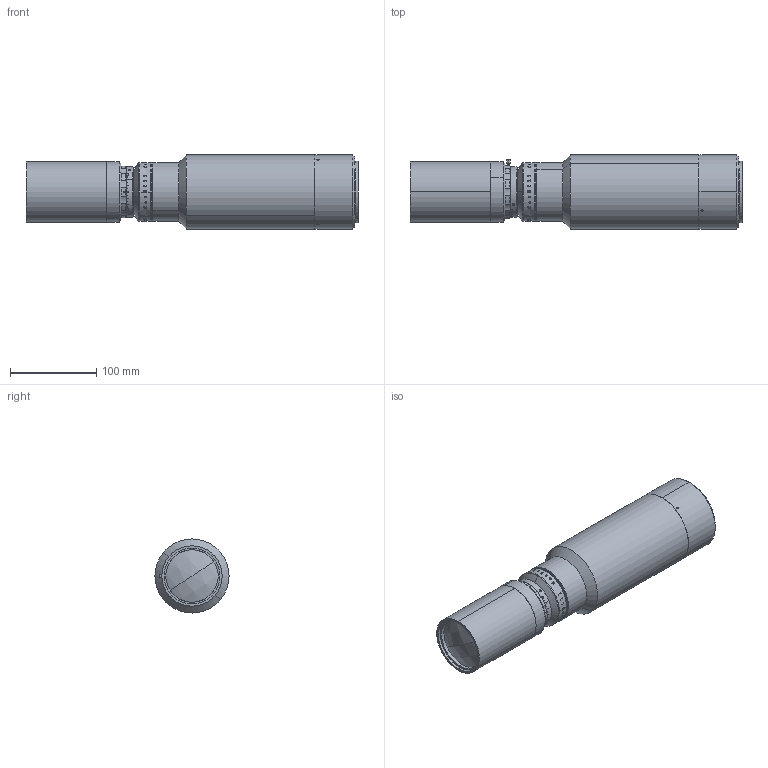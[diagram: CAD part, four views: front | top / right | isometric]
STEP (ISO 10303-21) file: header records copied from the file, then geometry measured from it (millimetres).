
FILE_DESCRIPTION (( 'STEP AP203' ), '1' );
FILE_NAME ('XF-PTL04562-M72-11.48-VI.STEP', '2019-06-13T05:51:16', ( 'canrill005' ), ( '' ), 'SwSTEP 2.0', 'SolidWorks 2014', '' );
FILE_SCHEMA (( 'CONFIG_CONTROL_DESIGN' ));
Length unit declared in the file: millimetre
Products named in the file (2): XF-PTL04562-M72-11.48-VI
Bounding box: 385.81 x 86 x 86 mm (x, y, z)
Surface area: 127945.4 mm2 (no closed solid volume)
Topology: 0 solids, 83 shells, 237 faces, 1784 edges, 1607 vertices
Faces by surface type: cylinder 160, plane 43, cone 30, sphere 2, bspline 2
Entity records: 29900 total; most frequent: CARTESIAN_POINT 17675, DIRECTION 2246, ORIENTED_EDGE 2103, EDGE_CURVE 1784, VERTEX_POINT 1607, AXIS2_PLACEMENT_3D 868, B_SPLINE_CURVE_WITH_KNOTS 643, CIRCLE 631
